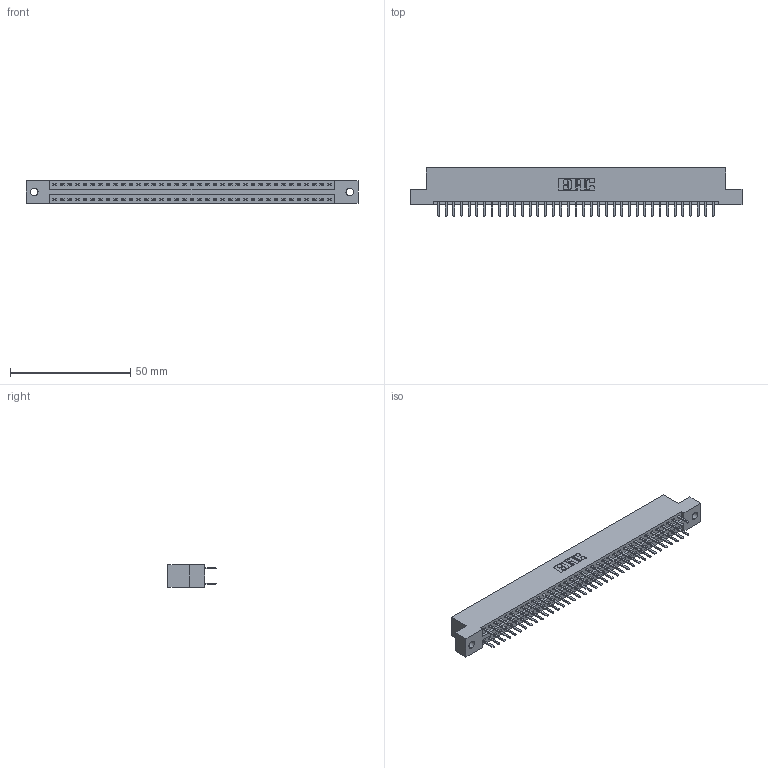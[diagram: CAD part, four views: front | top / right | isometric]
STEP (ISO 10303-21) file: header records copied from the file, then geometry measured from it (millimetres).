
FILE_DESCRIPTION (( 'STEP AP203' ), '1' );
FILE_NAME ('346-074-520-202.STEP', '2018-08-29T01:52:33', ( '' ), ( '' ), 'SwSTEP 2.0', 'SolidWorks 2016', '' );
FILE_SCHEMA (( 'CONFIG_CONTROL_DESIGN' ));
Length unit declared in the file: inch
Products named in the file (3): 346 Part_Flush Mounting Lugs - 0.128 Dia; 345-292-001_345-293-120; 346-074-520-202
Assembly tree (75 placements, depth 2):
  346-074-520-202
    346 Part_Flush Mounting Lugs - 0.128 Dia
    345-292-001_345-293-120  x74
Bounding box: 138.05 x 20.02 x 9.4 mm (x, y, z)
Volume: 13353.4 mm3; surface area: 17931.1 mm2
Topology: 75 solids, 75 shells, 4266 faces, 12391 edges, 8062 vertices
Faces by surface type: plane 2814, cylinder 1452
Entity records: 24937 total; most frequent: CARTESIAN_POINT 4128, ORIENTED_EDGE 4050, DIRECTION 3677, EDGE_CURVE 2025, LINE 1741, VECTOR 1741, VERTEX_POINT 1346, AXIS2_PLACEMENT_3D 968
